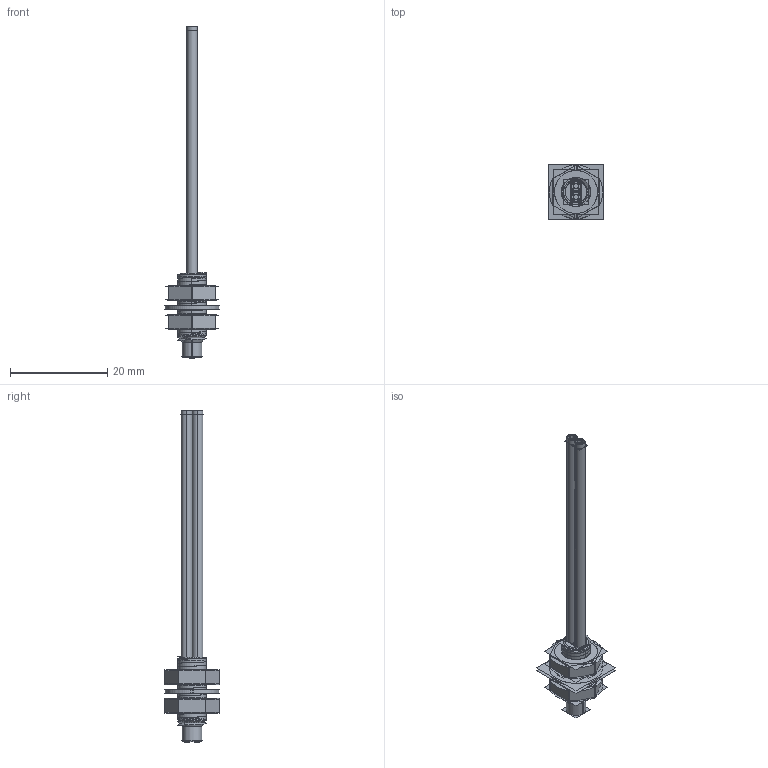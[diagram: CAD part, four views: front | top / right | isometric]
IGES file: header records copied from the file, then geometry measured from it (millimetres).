
Start section:  PTC IGES file: 193975.igs
Global section: file name: 193975.igs; native system: Creo Parametric by Parametric Technology Corporation; preprocessor: 2013230; author: pdmadmin; organization: Unknown; date: 20160309.143840; units: millimetre
Bounding box: 11.44 x 11.44 x 68.22 mm (x, y, z)
Volume: 904.5 mm3; surface area: 22421.2 mm2
Topology: 12 solids, 14 shells, 326 faces, 1656 edges, 2120 vertices
Faces by surface type: revolution 202, bspline 124
